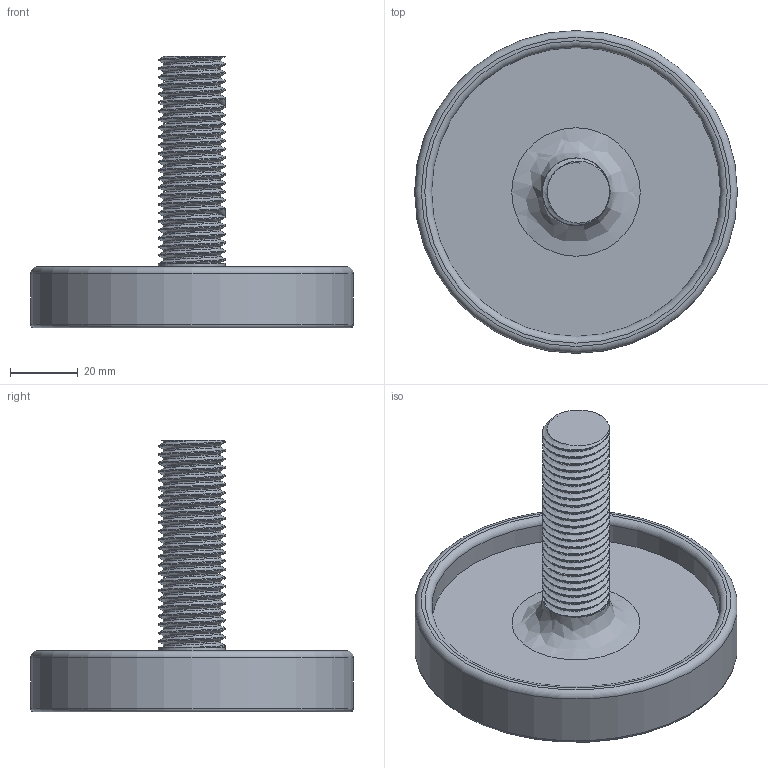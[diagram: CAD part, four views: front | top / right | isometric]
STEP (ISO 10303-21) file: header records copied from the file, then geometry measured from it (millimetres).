
FILE_DESCRIPTION(/* description */ (''),/* implementation_level */ '2;1');
FILE_NAME(/* name */ 'Spielteilv2 v2.step',/* time_stamp */ '2020-04-11T11:23:36+02:00',/* author */ (''),/* organization */ (''),/* preprocessor_version */ 'ST-DEVELOPER v18',/* originating_system */ 'Autodesk Translation Framework v8.12.0.6',/* authorisation */ '');
FILE_SCHEMA (('AUTOMOTIVE_DESIGN { 1 0 10303 214 3 1 1 }'));
Length unit declared in the file: millimetre
Products named in the file (1): Spielteilv2
Bounding box: 95 x 95 x 80 mm (x, y, z)
Volume: 103174.7 mm3; surface area: 27846.7 mm2
Topology: 1 solids, 1 shells, 70 faces, 183 edges, 117 vertices
Faces by surface type: cylinder 59, plane 5, bspline 3, torus 3
Full cylindrical faces by diameter (mm): 16.938 x27, 19.791 x26, 85 x1, 95 x1
Entity records: 7845 total; most frequent: CARTESIAN_POINT 6300, ORIENTED_EDGE 366, DIRECTION 231, EDGE_CURVE 183, VERTEX_POINT 117, B_SPLINE_CURVE_WITH_KNOTS 107, AXIS2_PLACEMENT_3D 87, EDGE_LOOP 72
